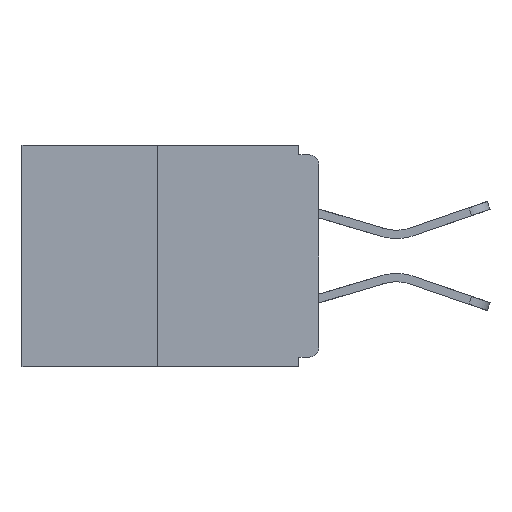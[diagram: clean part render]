
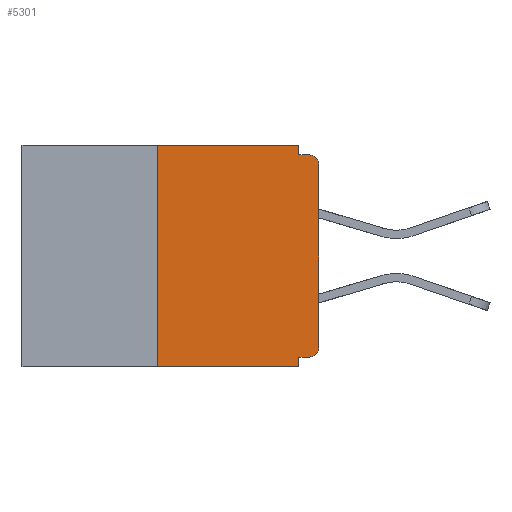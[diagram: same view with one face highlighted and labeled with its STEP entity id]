
A CAD part, left-side view. The second image highlights one B-rep face of the part: STEP entity #5301.
In plain terms, the highlighted planar face has unit normal (-1, 0, 0).
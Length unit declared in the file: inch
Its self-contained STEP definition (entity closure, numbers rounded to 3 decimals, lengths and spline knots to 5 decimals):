
#264 = EDGE_CURVE ( 'NONE', #20222, #20619, #18255, .T. ) ;
#389 = VECTOR ( 'NONE', #31382, 39.37008 ) ;
#481 = VERTEX_POINT ( 'NONE', #4757 ) ;
#615 = FACE_OUTER_BOUND ( 'NONE', #10754, .T. ) ;
#1259 = EDGE_CURVE ( 'NONE', #481, #30492, #8237, .T. ) ;
#1299 = ORIENTED_EDGE ( 'NONE', *, *, #17174, .F. ) ;
#1305 = DIRECTION ( 'NONE',  ( 0., 1., 0. ) ) ;
#1677 = CARTESIAN_POINT ( 'NONE',  ( 0., 0., 0. ) ) ;
#1873 = CARTESIAN_POINT ( 'NONE',  ( 0., 0.25, 0. ) ) ;
#2683 = CARTESIAN_POINT ( 'NONE',  ( 0., 0.031, -0.328 ) ) ;
#2876 = CARTESIAN_POINT ( 'NONE',  ( 0., 0.015, -0.328 ) ) ;
#3156 = EDGE_CURVE ( 'NONE', #23950, #15464, #10289, .T. ) ;
#3164 = VECTOR ( 'NONE', #21610, 39.37008 ) ;
#3268 = AXIS2_PLACEMENT_3D ( 'NONE', #24823, #27282, #22169 ) ;
#3432 = DIRECTION ( 'NONE',  ( 1., 0., 0. ) ) ;
#3655 = PLANE ( 'NONE',  #20996 ) ;
#3757 = DIRECTION ( 'NONE',  ( 0., -1., 0. ) ) ;
#3837 = ORIENTED_EDGE ( 'NONE', *, *, #11073, .T. ) ;
#4757 = CARTESIAN_POINT ( 'NONE',  ( 0., 0., -0.03 ) ) ;
#4777 = EDGE_CURVE ( 'NONE', #24312, #481, #28036, .T. ) ;
#5207 = VECTOR ( 'NONE', #13165, 39.37008 ) ;
#5301 = ADVANCED_FACE ( 'NONE', ( #615 ), #3655, .F. ) ;
#5837 = CARTESIAN_POINT ( 'NONE',  ( 0., 0.46, 0. ) ) ;
#5946 = DIRECTION ( 'NONE',  ( 0., 0., -1. ) ) ;
#6858 = DIRECTION ( 'NONE',  ( -1., 0., 0. ) ) ;
#6937 = DIRECTION ( 'NONE',  ( 0., 0., 1. ) ) ;
#7246 = EDGE_CURVE ( 'NONE', #9012, #23950, #17567, .T. ) ;
#8237 = CIRCLE ( 'NONE', #10497, 0.015 ) ;
#9012 = VERTEX_POINT ( 'NONE', #2876 ) ;
#10289 = LINE ( 'NONE', #18390, #389 ) ;
#10398 = VECTOR ( 'NONE', #6937, 39.37008 ) ;
#10497 = AXIS2_PLACEMENT_3D ( 'NONE', #11882, #6858, #14655 ) ;
#10754 = EDGE_LOOP ( 'NONE', ( #17308, #31429, #3837, #22705, #12758, #11277, #18981, #11410, #1299, #13647 ) ) ;
#11073 = EDGE_CURVE ( 'NONE', #19963, #15464, #13966, .T. ) ;
#11277 = ORIENTED_EDGE ( 'NONE', *, *, #22715, .T. ) ;
#11410 = ORIENTED_EDGE ( 'NONE', *, *, #1259, .T. ) ;
#11702 = VERTEX_POINT ( 'NONE', #31447 ) ;
#11882 = CARTESIAN_POINT ( 'NONE',  ( 0., 0.015, -0.03 ) ) ;
#12758 = ORIENTED_EDGE ( 'NONE', *, *, #7246, .F. ) ;
#13165 = DIRECTION ( 'NONE',  ( 0., -1., 0. ) ) ;
#13647 = ORIENTED_EDGE ( 'NONE', *, *, #264, .F. ) ;
#13928 = CARTESIAN_POINT ( 'NONE',  ( 0., 0.015, -0.015 ) ) ;
#13966 = LINE ( 'NONE', #15822, #5207 ) ;
#14655 = DIRECTION ( 'NONE',  ( 0., 0., -1. ) ) ;
#14674 = LINE ( 'NONE', #21500, #3164 ) ;
#14855 = CARTESIAN_POINT ( 'NONE',  ( 0., 0.031, 0. ) ) ;
#15464 = VERTEX_POINT ( 'NONE', #24328 ) ;
#15822 = CARTESIAN_POINT ( 'NONE',  ( 0., 0.46, -0.343 ) ) ;
#16345 = VECTOR ( 'NONE', #1305, 39.37008 ) ;
#16482 = CARTESIAN_POINT ( 'NONE',  ( 0., 0., -0.328 ) ) ;
#17174 = EDGE_CURVE ( 'NONE', #20619, #30492, #14674, .T. ) ;
#17308 = ORIENTED_EDGE ( 'NONE', *, *, #26611, .F. ) ;
#17416 = DIRECTION ( 'NONE',  ( 0., 0., -1. ) ) ;
#17567 = LINE ( 'NONE', #16482, #16345 ) ;
#18255 = LINE ( 'NONE', #14855, #22593 ) ;
#18390 = CARTESIAN_POINT ( 'NONE',  ( 0., 0.031, -0.343 ) ) ;
#18981 = ORIENTED_EDGE ( 'NONE', *, *, #4777, .T. ) ;
#19727 = CARTESIAN_POINT ( 'NONE',  ( 0., 0.25, -0.343 ) ) ;
#19773 = CIRCLE ( 'NONE', #3268, 0.015 ) ;
#19963 = VERTEX_POINT ( 'NONE', #19727 ) ;
#20222 = VERTEX_POINT ( 'NONE', #32016 ) ;
#20317 = LINE ( 'NONE', #31400, #27436 ) ;
#20619 = VERTEX_POINT ( 'NONE', #31768 ) ;
#20996 = AXIS2_PLACEMENT_3D ( 'NONE', #5837, #3432, #5946 ) ;
#21154 = EDGE_CURVE ( 'NONE', #19963, #11702, #31483, .T. ) ;
#21500 = CARTESIAN_POINT ( 'NONE',  ( 0., 0., -0.015 ) ) ;
#21610 = DIRECTION ( 'NONE',  ( 0., -1., 0. ) ) ;
#21704 = VECTOR ( 'NONE', #24372, 39.37008 ) ;
#22169 = DIRECTION ( 'NONE',  ( 0., 0., -1. ) ) ;
#22593 = VECTOR ( 'NONE', #17416, 39.37008 ) ;
#22705 = ORIENTED_EDGE ( 'NONE', *, *, #3156, .F. ) ;
#22715 = EDGE_CURVE ( 'NONE', #9012, #24312, #19773, .T. ) ;
#23950 = VERTEX_POINT ( 'NONE', #2683 ) ;
#24312 = VERTEX_POINT ( 'NONE', #32842 ) ;
#24328 = CARTESIAN_POINT ( 'NONE',  ( 0., 0.031, -0.343 ) ) ;
#24372 = DIRECTION ( 'NONE',  ( 0., 0., 1. ) ) ;
#24823 = CARTESIAN_POINT ( 'NONE',  ( 0., 0.015, -0.313 ) ) ;
#26611 = EDGE_CURVE ( 'NONE', #11702, #20222, #20317, .T. ) ;
#27282 = DIRECTION ( 'NONE',  ( -1., 0., 0. ) ) ;
#27436 = VECTOR ( 'NONE', #3757, 39.37008 ) ;
#28036 = LINE ( 'NONE', #1677, #21704 ) ;
#30492 = VERTEX_POINT ( 'NONE', #13928 ) ;
#31382 = DIRECTION ( 'NONE',  ( 0., 0., -1. ) ) ;
#31400 = CARTESIAN_POINT ( 'NONE',  ( 0., 0.46, 0. ) ) ;
#31429 = ORIENTED_EDGE ( 'NONE', *, *, #21154, .F. ) ;
#31447 = CARTESIAN_POINT ( 'NONE',  ( 0., 0.25, 0. ) ) ;
#31483 = LINE ( 'NONE', #1873, #10398 ) ;
#31768 = CARTESIAN_POINT ( 'NONE',  ( 0., 0.031, -0.015 ) ) ;
#32016 = CARTESIAN_POINT ( 'NONE',  ( 0., 0.031, 0. ) ) ;
#32842 = CARTESIAN_POINT ( 'NONE',  ( 0., 0., -0.313 ) ) ;
